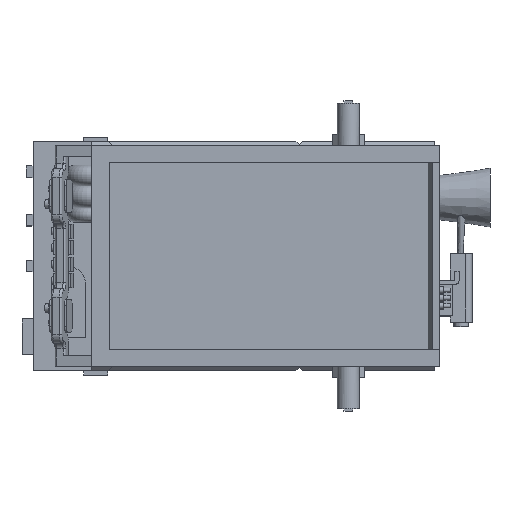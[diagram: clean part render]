
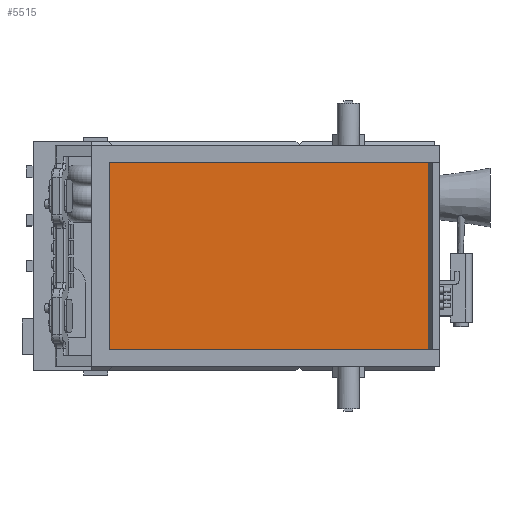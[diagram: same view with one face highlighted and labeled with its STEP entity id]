
A CAD part, top view. The second image highlights one B-rep face of the part: STEP entity #5515.
In plain terms, the highlighted planar face has unit normal (0, 0, 1).
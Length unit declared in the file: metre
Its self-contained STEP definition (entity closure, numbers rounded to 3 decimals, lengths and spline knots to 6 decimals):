
#532=ORIENTED_EDGE('',*,*,#2099,.F.);
#533=ORIENTED_EDGE('',*,*,#1923,.T.);
#534=ORIENTED_EDGE('',*,*,#2101,.T.);
#535=ORIENTED_EDGE('',*,*,#2102,.F.);
#1923=EDGE_CURVE('',#2726,#2725,#3254,.T.);
#2099=EDGE_CURVE('',#2726,#2874,#3405,.T.);
#2101=EDGE_CURVE('',#2725,#2875,#3407,.T.);
#2102=EDGE_CURVE('',#2874,#2875,#3408,.T.);
#2725=VERTEX_POINT('',#7993);
#2726=VERTEX_POINT('',#7995);
#2874=VERTEX_POINT('',#8345);
#2875=VERTEX_POINT('',#8349);
#3254=LINE('',#7994,#3877);
#3405=LINE('',#8344,#4028);
#3407=LINE('',#8348,#4030);
#3408=LINE('',#8350,#4031);
#3877=VECTOR('',#6355,1.);
#4028=VECTOR('',#6608,1.);
#4030=VECTOR('',#6612,1.);
#4031=VECTOR('',#6613,1.);
#4523=EDGE_LOOP('',(#532,#533,#534,#535));
#4911=FACE_BOUND('',#4523,.T.);
#5282=PLANE('',#5879);
#5515=ADVANCED_FACE('',(#4911),#5282,.T.);
#5879=AXIS2_PLACEMENT_3D('',#8347,#6610,#6611);
#6355=DIRECTION('',(1.,0.,0.));
#6608=DIRECTION('',(0.,1.,0.));
#6610=DIRECTION('',(0.,0.,1.));
#6611=DIRECTION('',(1.,0.,0.));
#6612=DIRECTION('',(0.,1.,0.));
#6613=DIRECTION('',(1.,0.,0.));
#7993=CARTESIAN_POINT('',(0.437564,0.053,0.059871));
#7994=CARTESIAN_POINT('',(0.378932,0.053,0.059871));
#7995=CARTESIAN_POINT('',(0.263902,0.053,0.059871));
#8344=CARTESIAN_POINT('',(0.263902,0.05,0.059871));
#8345=CARTESIAN_POINT('',(0.263902,0.147,0.059871));
#8347=CARTESIAN_POINT('',(0.378932,0.05,0.059871));
#8348=CARTESIAN_POINT('',(0.437564,0.05,0.059871));
#8349=CARTESIAN_POINT('',(0.437564,0.147,0.059871));
#8350=CARTESIAN_POINT('',(0.350356,0.147,0.059871));
